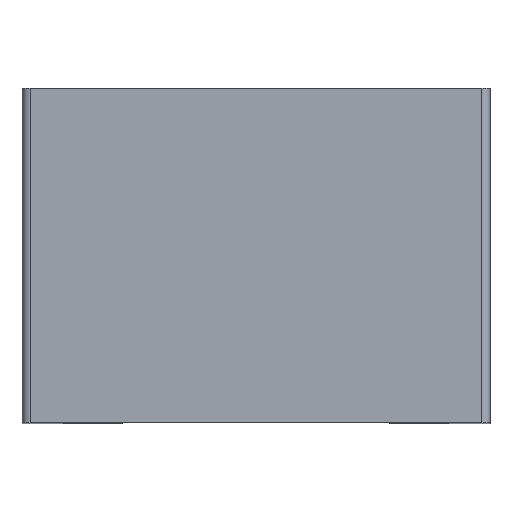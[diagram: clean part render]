
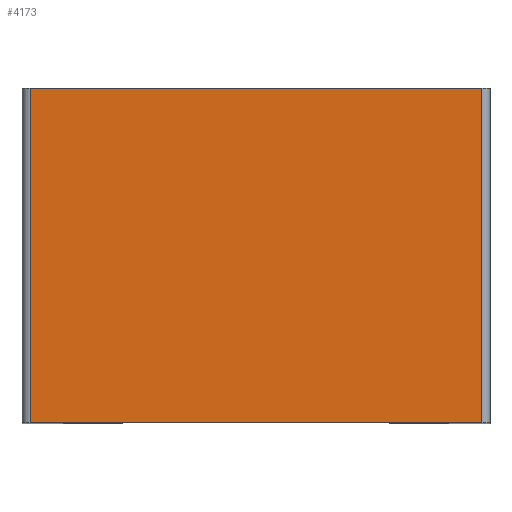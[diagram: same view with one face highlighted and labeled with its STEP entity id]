
A CAD part, top view. The second image highlights one B-rep face of the part: STEP entity #4173.
In plain terms, the highlighted planar face has unit normal (0, 0, 1).
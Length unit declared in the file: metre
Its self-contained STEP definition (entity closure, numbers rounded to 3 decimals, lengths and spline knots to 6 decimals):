
#214=LINE('',#6552,#561);
#242=LINE('',#6612,#589);
#243=LINE('',#6615,#590);
#244=LINE('',#6616,#591);
#561=VECTOR('',#5137,1.);
#589=VECTOR('',#5177,1.);
#590=VECTOR('',#5178,1.);
#591=VECTOR('',#5179,1.);
#1316=ORIENTED_EDGE('',*,*,#2595,.T.);
#1317=ORIENTED_EDGE('',*,*,#2596,.T.);
#1318=ORIENTED_EDGE('',*,*,#2565,.F.);
#1319=ORIENTED_EDGE('',*,*,#2597,.T.);
#2565=EDGE_CURVE('',#3207,#3208,#214,.T.);
#2595=EDGE_CURVE('',#3234,#3235,#242,.T.);
#2596=EDGE_CURVE('',#3235,#3208,#243,.T.);
#2597=EDGE_CURVE('',#3207,#3234,#244,.F.);
#3207=VERTEX_POINT('',#6551);
#3208=VERTEX_POINT('',#6553);
#3234=VERTEX_POINT('',#6613);
#3235=VERTEX_POINT('',#6614);
#3542=EDGE_LOOP('',(#1316,#1317,#1318,#1319));
#3827=FACE_BOUND('',#3542,.T.);
#4088=PLANE('',#4521);
#4173=ADVANCED_FACE('',(#3827),#4088,.T.);
#4521=AXIS2_PLACEMENT_3D('',#6611,#5175,#5176);
#5137=DIRECTION('',(1.,0.,0.));
#5175=DIRECTION('',(0.,0.,1.));
#5176=DIRECTION('',(0.,-1.,0.));
#5177=DIRECTION('',(1.,0.,0.));
#5178=DIRECTION('',(0.,1.,0.));
#5179=DIRECTION('',(0.,1.,0.));
#6551=CARTESIAN_POINT('',(-0.262312,-0.119438,-0.0239));
#6552=CARTESIAN_POINT('',(-0.235336,-0.119438,-0.0239));
#6553=CARTESIAN_POINT('',(-0.20836,-0.119438,-0.0239));
#6611=CARTESIAN_POINT('',(-0.235336,-0.957994,-0.0239));
#6612=CARTESIAN_POINT('',(-0.254776,-0.159438,-0.0239));
#6613=CARTESIAN_POINT('',(-0.262312,-0.159438,-0.0239));
#6614=CARTESIAN_POINT('',(-0.20836,-0.159438,-0.0239));
#6615=CARTESIAN_POINT('',(-0.20836,-0.957994,-0.0239));
#6616=CARTESIAN_POINT('',(-0.262312,-0.159438,-0.0239));
